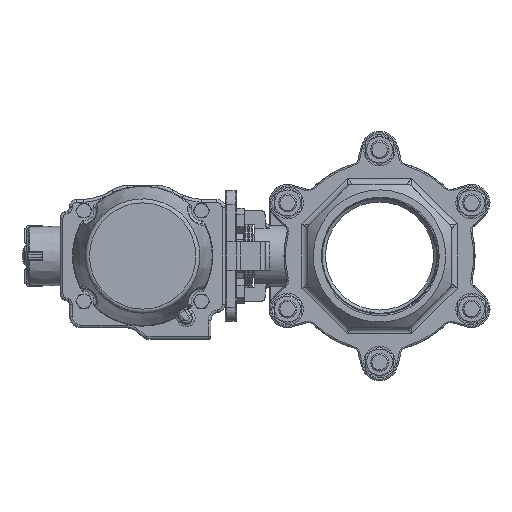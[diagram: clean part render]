
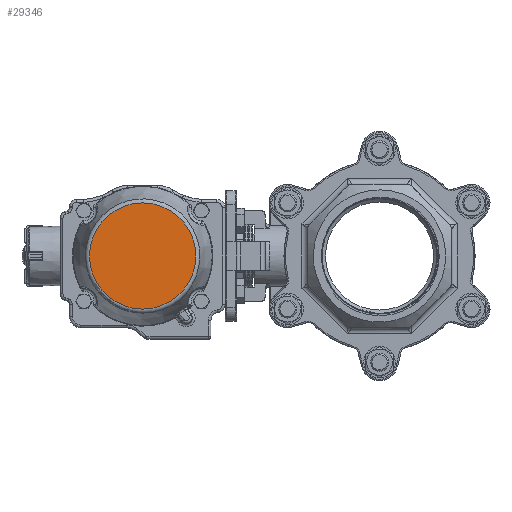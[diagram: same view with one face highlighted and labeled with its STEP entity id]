
A CAD part, left-side view. The second image highlights one B-rep face of the part: STEP entity #29346.
In plain terms, the highlighted face is planar.
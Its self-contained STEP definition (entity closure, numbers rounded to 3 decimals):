
#6123=PLANE('',#32151);
#13408=ORIENTED_EDGE('',*,*,#18334,.F.);
#18334=EDGE_CURVE('',#21536,#21536,#22949,.T.);
#21536=VERTEX_POINT('',#99794);
#22949=CIRCLE('',#32029,37.334);
#24981=EDGE_LOOP('',(#13408));
#27079=FACE_BOUND('',#24981,.T.);
#29346=ADVANCED_FACE('',(#27079),#6123,.T.);
#32029=AXIS2_PLACEMENT_3D('',#99793,#38454,#38455);
#32151=AXIS2_PLACEMENT_3D('',#100785,#38781,#38782);
#38454=DIRECTION('',(0.,0.,-1.));
#38455=DIRECTION('',(-1.,0.,0.));
#38781=DIRECTION('',(0.,0.,1.));
#38782=DIRECTION('',(1.,0.,0.));
#99793=CARTESIAN_POINT('',(0.,0.,123.));
#99794=CARTESIAN_POINT('',(-37.334,0.,123.));
#100785=CARTESIAN_POINT('',(26.566,53.,123.));
